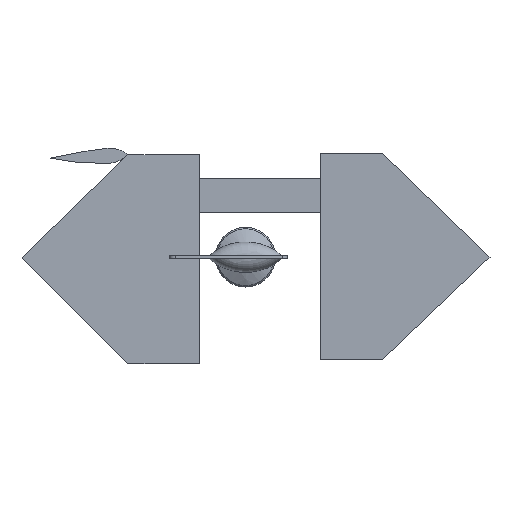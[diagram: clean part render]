
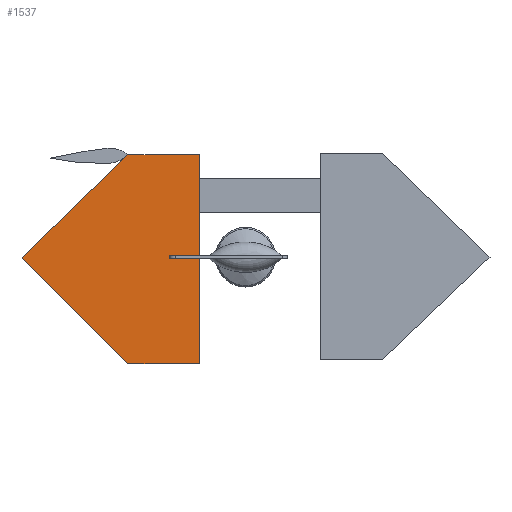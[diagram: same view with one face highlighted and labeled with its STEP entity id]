
A CAD part, front view. The second image highlights one B-rep face of the part: STEP entity #1537.
In plain terms, the highlighted planar face has unit normal (0, -1, 0).
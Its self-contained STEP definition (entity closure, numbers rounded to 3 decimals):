
#306=FACE_OUTER_BOUND('',#407,.T.);
#407=EDGE_LOOP('',(#1345,#1346,#1347,#1348,#1349));
#515=LINE('',#2791,#640);
#518=LINE('',#2797,#643);
#521=LINE('',#2803,#646);
#524=LINE('',#2809,#649);
#527=LINE('',#2813,#652);
#640=VECTOR('',#2213,266.185);
#643=VECTOR('',#2218,261.);
#646=VECTOR('',#2223,127.);
#649=VECTOR('',#2228,370.);
#652=VECTOR('',#2233,127.);
#778=VERTEX_POINT('',#2788);
#779=VERTEX_POINT('',#2790);
#781=VERTEX_POINT('',#2796);
#783=VERTEX_POINT('',#2802);
#785=VERTEX_POINT('',#2808);
#965=EDGE_CURVE('',#778,#779,#515,.T.);
#968=EDGE_CURVE('',#779,#781,#518,.T.);
#971=EDGE_CURVE('',#781,#783,#521,.T.);
#974=EDGE_CURVE('',#783,#785,#524,.T.);
#977=EDGE_CURVE('',#785,#778,#527,.T.);
#1345=ORIENTED_EDGE('',*,*,#965,.F.);
#1346=ORIENTED_EDGE('',*,*,#977,.F.);
#1347=ORIENTED_EDGE('',*,*,#974,.F.);
#1348=ORIENTED_EDGE('',*,*,#971,.F.);
#1349=ORIENTED_EDGE('',*,*,#968,.F.);
#1447=PLANE('',#1793);
#1537=ADVANCED_FACE('',(#306),#1447,.F.);
#1793=AXIS2_PLACEMENT_3D('',#2814,#2234,#2235);
#2213=DIRECTION('',(-0.705,0.,0.709));
#2218=DIRECTION('',(0.719,0.,0.695));
#2223=DIRECTION('',(1.,0.,0.));
#2228=DIRECTION('',(0.,0.,-1.));
#2233=DIRECTION('',(-1.,0.,0.));
#2234=DIRECTION('center_axis',(0.,1.,0.));
#2235=DIRECTION('ref_axis',(0.,0.,1.));
#2788=CARTESIAN_POINT('',(-208.651,-12.,-188.694));
#2790=CARTESIAN_POINT('',(-396.398,-12.,0.));
#2791=CARTESIAN_POINT('',(-208.651,-12.,-188.694));
#2796=CARTESIAN_POINT('',(-208.651,-12.,181.306));
#2797=CARTESIAN_POINT('',(-396.398,-12.,0.));
#2802=CARTESIAN_POINT('',(-81.651,-12.,181.306));
#2803=CARTESIAN_POINT('',(-208.651,-12.,181.306));
#2808=CARTESIAN_POINT('',(-81.651,-12.,-188.694));
#2809=CARTESIAN_POINT('',(-81.651,-12.,181.306));
#2813=CARTESIAN_POINT('',(-81.651,-12.,-188.694));
#2814=CARTESIAN_POINT('Origin',(0.,-12.,0.));
